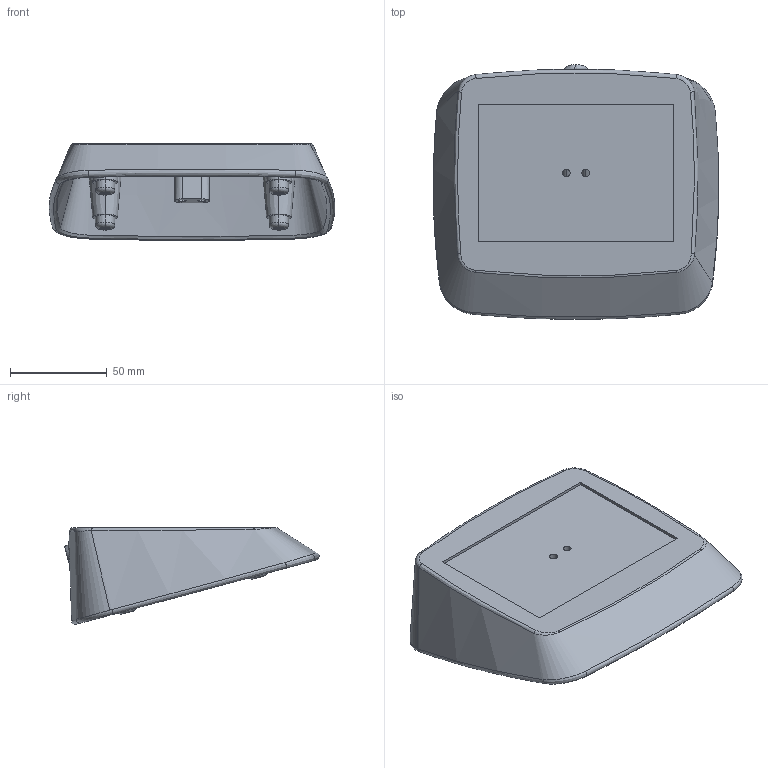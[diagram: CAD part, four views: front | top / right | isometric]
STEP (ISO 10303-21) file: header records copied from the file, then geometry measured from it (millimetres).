
FILE_DESCRIPTION (( 'STEP AP203' ), '1' );
FILE_NAME ('Screen Top Cover.STEP', '2020-10-09T06:13:04', ( '' ), ( '' ), 'SwSTEP 2.0', 'SolidWorks 2019', '' );
FILE_SCHEMA (( 'CONFIG_CONTROL_DESIGN' ));
Products named in the file (1): Screen Top Cover
Bounding box: 147.78 x 131.78 x 50.08 mm (x, y, z)
Volume: 134938.1 mm3; surface area: 68300.7 mm2
Topology: 1 solids, 1 shells, 296 faces, 816 edges, 532 vertices
Faces by surface type: cylinder 179, bspline 60, plane 33, sphere 8, cone 8, torus 8
Entity records: 31006 total; most frequent: CARTESIAN_POINT 24736, ORIENTED_EDGE 1632, DIRECTION 970, EDGE_CURVE 816, VERTEX_POINT 532, AXIS2_PLACEMENT_3D 373, EDGE_LOOP 312, ADVANCED_FACE 296
